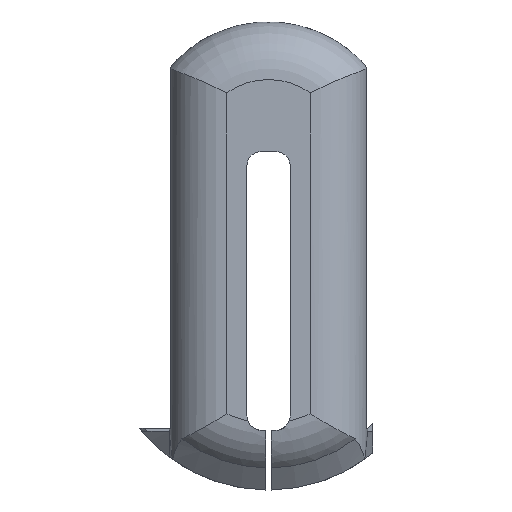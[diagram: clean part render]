
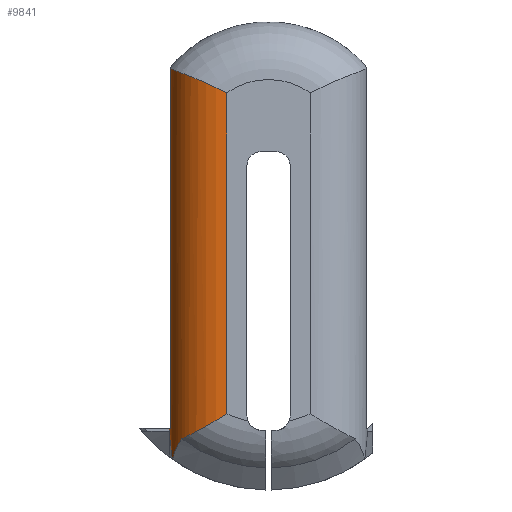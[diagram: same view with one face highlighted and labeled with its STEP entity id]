
A CAD part, front view. The second image highlights one B-rep face of the part: STEP entity #9841.
In plain terms, the highlighted cylindrical face has radius 4 mm (diameter 8 mm), a partial arc.
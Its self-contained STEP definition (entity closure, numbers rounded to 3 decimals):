
#200=CYLINDRICAL_SURFACE('',#10246,4.);
#1303=B_SPLINE_CURVE_WITH_KNOTS('',3,(#35902,#35903,#35904,#35905),
 .UNSPECIFIED.,.F.,.F.,(4,4),(1.257,1.267),
 .UNSPECIFIED.);
#1304=B_SPLINE_CURVE_WITH_KNOTS('',3,(#35913,#35914,#35915,#35916,#35917,
#35918),.UNSPECIFIED.,.F.,.F.,(4,2,4),(-0.248,-0.117,
0.),.UNSPECIFIED.);
#1305=B_SPLINE_CURVE_WITH_KNOTS('',3,(#35927,#35928,#35929,#35930,#35931,
#35932),.UNSPECIFIED.,.F.,.F.,(4,2,4),(-0.197,-0.093,
0.),.UNSPECIFIED.);
#1311=B_SPLINE_CURVE_WITH_KNOTS('',3,(#36001,#36002,#36003,#36004,#36005,
#36006,#36007,#36008,#36009,#36010),.UNSPECIFIED.,.F.,.F.,(4,2,2,2,4),(-0.001,
0.,0.121,0.237,0.4),.UNSPECIFIED.);
#1312=B_SPLINE_CURVE_WITH_KNOTS('',3,(#36012,#36013,#36014,#36015,#36016,
#36017,#36018,#36019,#36020,#36021,#36022,#36023,#36024,#36025),
 .UNSPECIFIED.,.F.,.F.,(4,2,2,2,2,2,4),(-0.658,-0.657,
-0.558,-0.458,-0.298,-0.147,
-0.1),.UNSPECIFIED.);
#1469=CIRCLE('',#10247,4.);
#1983=FACE_OUTER_BOUND('',#2553,.T.);
#2553=EDGE_LOOP('',(#8584,#8585,#8586,#8587,#8588,#8589,#8590,#8591));
#3016=LINE('',#35997,#3472);
#3017=LINE('',#36026,#3473);
#3472=VECTOR('',#11248,10.);
#3473=VECTOR('',#11253,10.);
#4376=VERTEX_POINT('',#35898);
#4377=VERTEX_POINT('',#35900);
#4378=VERTEX_POINT('',#35912);
#4379=VERTEX_POINT('',#35926);
#4386=VERTEX_POINT('',#35993);
#4387=VERTEX_POINT('',#35995);
#4388=VERTEX_POINT('',#35999);
#4389=VERTEX_POINT('',#36011);
#5812=EDGE_CURVE('',#4376,#4377,#1303,.T.);
#5813=EDGE_CURVE('',#4377,#4378,#1304,.T.);
#5815=EDGE_CURVE('',#4378,#4379,#1305,.T.);
#5828=EDGE_CURVE('',#4386,#4387,#3016,.T.);
#5829=EDGE_CURVE('',#4376,#4388,#1469,.T.);
#5830=EDGE_CURVE('',#4386,#4379,#1311,.T.);
#5831=EDGE_CURVE('',#4387,#4389,#1312,.T.);
#5832=EDGE_CURVE('',#4388,#4389,#3017,.T.);
#8584=ORIENTED_EDGE('',*,*,#5829,.F.);
#8585=ORIENTED_EDGE('',*,*,#5812,.T.);
#8586=ORIENTED_EDGE('',*,*,#5813,.T.);
#8587=ORIENTED_EDGE('',*,*,#5815,.T.);
#8588=ORIENTED_EDGE('',*,*,#5830,.F.);
#8589=ORIENTED_EDGE('',*,*,#5828,.T.);
#8590=ORIENTED_EDGE('',*,*,#5831,.T.);
#8591=ORIENTED_EDGE('',*,*,#5832,.F.);
#9841=ADVANCED_FACE('',(#1983),#200,.T.);
#10246=AXIS2_PLACEMENT_3D('',#35998,#11249,#11250);
#10247=AXIS2_PLACEMENT_3D('',#36000,#11251,#11252);
#11248=DIRECTION('',(0.,0.,1.));
#11249=DIRECTION('center_axis',(0.,0.,1.));
#11250=DIRECTION('ref_axis',(-0.707,-0.707,0.));
#11251=DIRECTION('center_axis',(0.,0.,1.));
#11252=DIRECTION('ref_axis',(-0.707,-0.707,0.));
#11253=DIRECTION('',(0.,0.,1.));
#35898=CARTESIAN_POINT('',(0.,4.,-25.));
#35900=CARTESIAN_POINT('',(0.001,3.9,-25.001));
#35902=CARTESIAN_POINT('Ctrl Pts',(0.,4.,-25.));
#35903=CARTESIAN_POINT('Ctrl Pts',(0.,3.967,
-25.));
#35904=CARTESIAN_POINT('Ctrl Pts',(0.,3.933,
-25.));
#35905=CARTESIAN_POINT('Ctrl Pts',(0.001,3.9,
-25.001));
#35912=CARTESIAN_POINT('',(0.217,2.7,-27.161));
#35913=CARTESIAN_POINT('Ctrl Pts',(0.001,3.9,-25.001));
#35914=CARTESIAN_POINT('Ctrl Pts',(0.007,3.677,
-25.374));
#35915=CARTESIAN_POINT('Ctrl Pts',(0.031,3.46,
-25.757));
#35916=CARTESIAN_POINT('Ctrl Pts',(0.106,3.064,-26.477));
#35917=CARTESIAN_POINT('Ctrl Pts',(0.155,2.88,-26.82));
#35918=CARTESIAN_POINT('Ctrl Pts',(0.217,2.7,-27.161));
#35926=CARTESIAN_POINT('',(0.878,1.5,-25.745));
#35927=CARTESIAN_POINT('Ctrl Pts',(0.217,2.7,-27.161));
#35928=CARTESIAN_POINT('Ctrl Pts',(0.285,2.503,-26.883));
#35929=CARTESIAN_POINT('Ctrl Pts',(0.374,2.295,-26.608));
#35930=CARTESIAN_POINT('Ctrl Pts',(0.591,1.896,-26.134));
#35931=CARTESIAN_POINT('Ctrl Pts',(0.719,1.698,-25.922));
#35932=CARTESIAN_POINT('Ctrl Pts',(0.878,1.5,-25.745));
#35993=CARTESIAN_POINT('',(4.,0.,-23.998));
#35995=CARTESIAN_POINT('',(4.,0.,-1.705));
#35997=CARTESIAN_POINT('',(4.,0.,-18.635));
#35998=CARTESIAN_POINT('Origin',(4.,4.,-18.635));
#35999=CARTESIAN_POINT('',(0.123,3.016,-25.));
#36000=CARTESIAN_POINT('Origin',(4.,4.,-25.));
#36001=CARTESIAN_POINT('Ctrl Pts',(4.,0.,-23.998));
#36002=CARTESIAN_POINT('Ctrl Pts',(3.997,0.,
-24.));
#36003=CARTESIAN_POINT('Ctrl Pts',(3.994,0.,
-24.002));
#36004=CARTESIAN_POINT('Ctrl Pts',(3.652,0.001,
-24.22));
#36005=CARTESIAN_POINT('Ctrl Pts',(3.308,0.045,
-24.428));
#36006=CARTESIAN_POINT('Ctrl Pts',(2.641,0.223,-24.814));
#36007=CARTESIAN_POINT('Ctrl Pts',(2.32,0.353,-24.993));
#36008=CARTESIAN_POINT('Ctrl Pts',(1.588,0.771,-25.386));
#36009=CARTESIAN_POINT('Ctrl Pts',(1.2,1.097,-25.584));
#36010=CARTESIAN_POINT('Ctrl Pts',(0.878,1.5,-25.745));
#36011=CARTESIAN_POINT('',(0.123,3.016,-0.045));
#36012=CARTESIAN_POINT('Ctrl Pts',(4.,0.,-1.705));
#36013=CARTESIAN_POINT('Ctrl Pts',(3.997,0.,
-1.704));
#36014=CARTESIAN_POINT('Ctrl Pts',(3.994,0.,
-1.702));
#36015=CARTESIAN_POINT('Ctrl Pts',(3.695,0.001,
-1.548));
#36016=CARTESIAN_POINT('Ctrl Pts',(3.397,0.034,
-1.403));
#36017=CARTESIAN_POINT('Ctrl Pts',(2.807,0.17,-1.129));
#36018=CARTESIAN_POINT('Ctrl Pts',(2.517,0.272,-1.));
#36019=CARTESIAN_POINT('Ctrl Pts',(1.79,0.629,-0.689));
#36020=CARTESIAN_POINT('Ctrl Pts',(1.379,0.934,-0.523));
#36021=CARTESIAN_POINT('Ctrl Pts',(0.706,1.679,-0.261));
#36022=CARTESIAN_POINT('Ctrl Pts',(0.443,2.103,-0.163));
#36023=CARTESIAN_POINT('Ctrl Pts',(0.209,2.715,-0.076));
#36024=CARTESIAN_POINT('Ctrl Pts',(0.161,2.864,-0.059));
#36025=CARTESIAN_POINT('Ctrl Pts',(0.123,3.016,-0.045));
#36026=CARTESIAN_POINT('',(0.123,3.016,-18.635));
